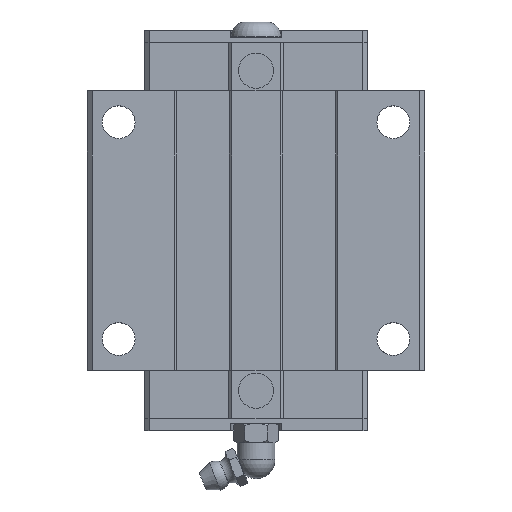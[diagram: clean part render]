
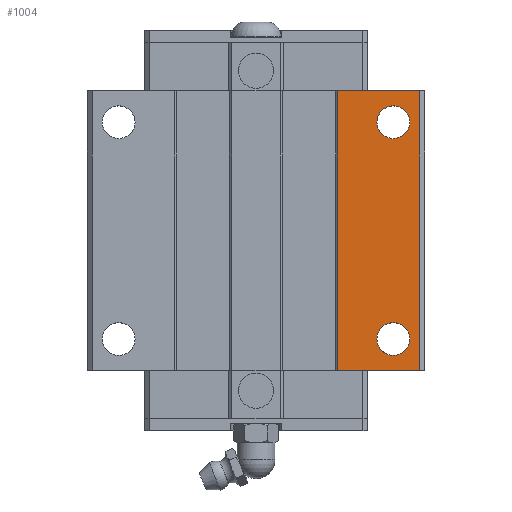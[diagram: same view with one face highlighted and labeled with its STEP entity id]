
A CAD part, top view. The second image highlights one B-rep face of the part: STEP entity #1004.
In plain terms, the highlighted planar face has unit normal (0, 0, 1).
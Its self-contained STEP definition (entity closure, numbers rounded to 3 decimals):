
#1004=ADVANCED_FACE('',(#2082,#2083,#2084),#2085,.T.);
#2082=FACE_OUTER_BOUND('',#3232,.T.);
#2083=FACE_BOUND('',#3233,.T.);
#2084=FACE_BOUND('',#3234,.T.);
#2085=PLANE('',#3235);
#3232=EDGE_LOOP('',(#6331,#6332,#6333,#6334));
#3233=EDGE_LOOP('',(#6335,#6336));
#3234=EDGE_LOOP('',(#6337,#6338));
#3235=AXIS2_PLACEMENT_3D('',#6339,#6340,#6341);
#6331=ORIENTED_EDGE('',*,*,#8066,.T.);
#6332=ORIENTED_EDGE('',*,*,#7995,.T.);
#6333=ORIENTED_EDGE('',*,*,#8072,.F.);
#6334=ORIENTED_EDGE('',*,*,#8047,.T.);
#6335=ORIENTED_EDGE('',*,*,#6924,.T.);
#6336=ORIENTED_EDGE('',*,*,#8073,.T.);
#6337=ORIENTED_EDGE('',*,*,#6918,.T.);
#6338=ORIENTED_EDGE('',*,*,#8074,.T.);
#6339=CARTESIAN_POINT('',(0.0,70.501,36.0));
#6340=DIRECTION('',(0.0,0.0,1.0));
#6341=DIRECTION('',(-1.0,0.0,0.0));
#6918=EDGE_CURVE('',#8285,#8291,#8293,.T.);
#6924=EDGE_CURVE('',#8296,#8302,#8304,.T.);
#7995=EDGE_CURVE('',#9898,#9896,#9899,.T.);
#8047=EDGE_CURVE('',#9988,#9986,#9989,.T.);
#8066=EDGE_CURVE('',#9986,#9898,#10012,.T.);
#8072=EDGE_CURVE('',#9988,#9896,#10018,.T.);
#8073=EDGE_CURVE('',#8302,#8296,#10019,.T.);
#8074=EDGE_CURVE('',#8291,#8285,#10020,.T.);
#8285=VERTEX_POINT('',#10291);
#8291=VERTEX_POINT('',#10298);
#8293=CIRCLE('',#10301,3.4);
#8296=VERTEX_POINT('',#10304);
#8302=VERTEX_POINT('',#10311);
#8304=CIRCLE('',#10314,3.4);
#9896=VERTEX_POINT('',#13476);
#9898=VERTEX_POINT('',#13479);
#9899=LINE('',#13480,#13481);
#9986=VERTEX_POINT('',#13610);
#9988=VERTEX_POINT('',#13613);
#9989=LINE('',#13614,#13615);
#10012=LINE('',#13650,#13651);
#10018=LINE('',#13659,#13660);
#10019=CIRCLE('',#13661,3.4);
#10020=CIRCLE('',#13662,3.4);
#10291=CARTESIAN_POINT('',(31.9,19.001,36.0));
#10298=CARTESIAN_POINT('',(25.1,19.001,36.0));
#10301=AXIS2_PLACEMENT_3D('',#14002,#14003,#14004);
#10304=CARTESIAN_POINT('',(31.9,64.001,36.0));
#10311=CARTESIAN_POINT('',(25.1,64.001,36.0));
#10314=AXIS2_PLACEMENT_3D('',#14013,#14014,#14015);
#13476=CARTESIAN_POINT('',(34.0,12.501,36.0));
#13479=CARTESIAN_POINT('',(17.0,12.501,36.0));
#13480=CARTESIAN_POINT('',(34.0,12.501,36.0));
#13481=VECTOR('',#15073,1.0);
#13610=CARTESIAN_POINT('',(17.0,70.501,36.0));
#13613=CARTESIAN_POINT('',(34.0,70.501,36.0));
#13614=CARTESIAN_POINT('',(34.0,70.501,36.0));
#13615=VECTOR('',#15123,1.0);
#13650=CARTESIAN_POINT('',(17.0,85.001,36.0));
#13651=VECTOR('',#15136,1.0);
#13659=CARTESIAN_POINT('',(34.0,70.501,36.0));
#13660=VECTOR('',#15139,1.0);
#13661=AXIS2_PLACEMENT_3D('',#15140,#15141,#15142);
#13662=AXIS2_PLACEMENT_3D('',#15143,#15144,#15145);
#14002=CARTESIAN_POINT('',(28.5,19.001,36.0));
#14003=DIRECTION('',(0.0,0.0,-1.0));
#14004=DIRECTION('',(1.0,0.0,0.0));
#14013=CARTESIAN_POINT('',(28.5,64.001,36.0));
#14014=DIRECTION('',(0.0,0.0,-1.0));
#14015=DIRECTION('',(1.0,0.0,0.0));
#15073=DIRECTION('',(1.0,0.0,0.0));
#15123=DIRECTION('',(-1.0,0.0,0.0));
#15136=DIRECTION('',(0.0,-1.0,0.0));
#15139=DIRECTION('',(0.0,-1.0,0.0));
#15140=CARTESIAN_POINT('',(28.5,64.001,36.0));
#15141=DIRECTION('',(0.0,0.0,-1.0));
#15142=DIRECTION('',(1.0,0.0,0.0));
#15143=CARTESIAN_POINT('',(28.5,19.001,36.0));
#15144=DIRECTION('',(0.0,0.0,-1.0));
#15145=DIRECTION('',(1.0,0.0,0.0));
